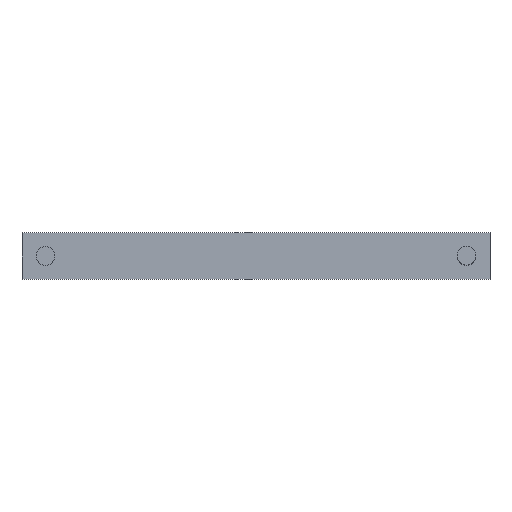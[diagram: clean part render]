
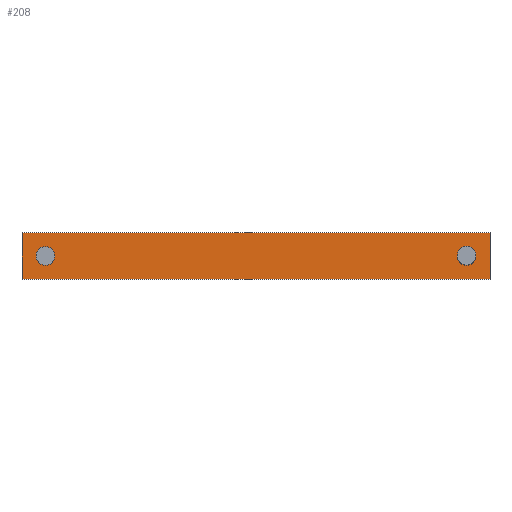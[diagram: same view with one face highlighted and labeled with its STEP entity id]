
A CAD part, top view. The second image highlights one B-rep face of the part: STEP entity #208.
In plain terms, the highlighted planar face has unit normal (0, 0, 1).
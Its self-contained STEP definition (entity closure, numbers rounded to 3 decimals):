
#11 = CARTESIAN_POINT ( 'NONE',  ( 0., 50., 10. ) ) ;
#14 = VECTOR ( 'NONE', #41, 1000. ) ;
#20 = VERTEX_POINT ( 'NONE', #11 ) ;
#23 = DIRECTION ( 'NONE',  ( 1., 0., 0. ) ) ;
#27 = ORIENTED_EDGE ( 'NONE', *, *, #344, .T. ) ;
#28 = CARTESIAN_POINT ( 'NONE',  ( 500., 0., 10. ) ) ;
#30 = EDGE_CURVE ( 'NONE', #328, #229, #351, .T. ) ;
#32 = DIRECTION ( 'NONE',  ( 0., -1., 0. ) ) ;
#36 = CARTESIAN_POINT ( 'NONE',  ( 475., 25., 10. ) ) ;
#41 = DIRECTION ( 'NONE',  ( -1., 0., 0. ) ) ;
#42 = EDGE_CURVE ( 'NONE', #281, #114, #287, .T. ) ;
#48 = ORIENTED_EDGE ( 'NONE', *, *, #145, .T. ) ;
#50 = ORIENTED_EDGE ( 'NONE', *, *, #319, .T. ) ;
#54 = DIRECTION ( 'NONE',  ( 0., 0., 1. ) ) ;
#60 = VERTEX_POINT ( 'NONE', #324 ) ;
#62 = FACE_BOUND ( 'NONE', #340, .T. ) ;
#86 = ORIENTED_EDGE ( 'NONE', *, *, #42, .F. ) ;
#88 = LINE ( 'NONE', #285, #327 ) ;
#91 = DIRECTION ( 'NONE',  ( 1., 0., 0. ) ) ;
#92 = CIRCLE ( 'NONE', #218, 10. ) ;
#95 = DIRECTION ( 'NONE',  ( 0., 0., 1. ) ) ;
#96 = EDGE_CURVE ( 'NONE', #114, #281, #318, .T. ) ;
#100 = CARTESIAN_POINT ( 'NONE',  ( 500., 0., 10. ) ) ;
#110 = CARTESIAN_POINT ( 'NONE',  ( 475., 25., 10. ) ) ;
#113 = CIRCLE ( 'NONE', #277, 10. ) ;
#114 = VERTEX_POINT ( 'NONE', #122 ) ;
#122 = CARTESIAN_POINT ( 'NONE',  ( 35., 25., 10. ) ) ;
#123 = EDGE_CURVE ( 'NONE', #188, #60, #92, .T. ) ;
#136 = CARTESIAN_POINT ( 'NONE',  ( 500., 50., 10. ) ) ;
#145 = EDGE_CURVE ( 'NONE', #229, #20, #294, .T. ) ;
#146 = CARTESIAN_POINT ( 'NONE',  ( 500., 50., 10. ) ) ;
#153 = DIRECTION ( 'NONE',  ( 1., 0., 0. ) ) ;
#160 = CARTESIAN_POINT ( 'NONE',  ( 15., 25., 10. ) ) ;
#164 = DIRECTION ( 'NONE',  ( 1., 0., 0. ) ) ;
#167 = CARTESIAN_POINT ( 'NONE',  ( 25., 25., 10. ) ) ;
#172 = CARTESIAN_POINT ( 'NONE',  ( 0., 0., 10. ) ) ;
#173 = FACE_OUTER_BOUND ( 'NONE', #217, .T. ) ;
#181 = DIRECTION ( 'NONE',  ( 0., 1., 0. ) ) ;
#184 = DIRECTION ( 'NONE',  ( 0., 0., 1. ) ) ;
#188 = VERTEX_POINT ( 'NONE', #198 ) ;
#190 = CARTESIAN_POINT ( 'NONE',  ( 0., 0., 10. ) ) ;
#193 = ORIENTED_EDGE ( 'NONE', *, *, #30, .T. ) ;
#198 = CARTESIAN_POINT ( 'NONE',  ( 465., 25., 10. ) ) ;
#203 = DIRECTION ( 'NONE',  ( 0., 0., 1. ) ) ;
#205 = DIRECTION ( 'NONE',  ( 1., 0., 0. ) ) ;
#208 = ADVANCED_FACE ( 'NONE', ( #317, #62, #173 ), #290, .T. ) ;
#217 = EDGE_LOOP ( 'NONE', ( #48, #27, #50, #193 ) ) ;
#218 = AXIS2_PLACEMENT_3D ( 'NONE', #36, #203, #205 ) ;
#224 = VECTOR ( 'NONE', #164, 1000. ) ;
#229 = VERTEX_POINT ( 'NONE', #136 ) ;
#238 = AXIS2_PLACEMENT_3D ( 'NONE', #167, #95, #91 ) ;
#248 = AXIS2_PLACEMENT_3D ( 'NONE', #297, #184, #153 ) ;
#249 = VERTEX_POINT ( 'NONE', #172 ) ;
#265 = EDGE_CURVE ( 'NONE', #60, #188, #113, .T. ) ;
#266 = VECTOR ( 'NONE', #181, 1000. ) ;
#277 = AXIS2_PLACEMENT_3D ( 'NONE', #110, #54, #338 ) ;
#278 = LINE ( 'NONE', #190, #224 ) ;
#281 = VERTEX_POINT ( 'NONE', #160 ) ;
#285 = CARTESIAN_POINT ( 'NONE',  ( 0., 50., 10. ) ) ;
#287 = CIRCLE ( 'NONE', #248, 10. ) ;
#288 = EDGE_LOOP ( 'NONE', ( #86, #315 ) ) ;
#290 = PLANE ( 'NONE',  #354 ) ;
#294 = LINE ( 'NONE', #146, #14 ) ;
#297 = CARTESIAN_POINT ( 'NONE',  ( 25., 25., 10. ) ) ;
#315 = ORIENTED_EDGE ( 'NONE', *, *, #96, .F. ) ;
#316 = DIRECTION ( 'NONE',  ( 0., 0., 1. ) ) ;
#317 = FACE_BOUND ( 'NONE', #288, .T. ) ;
#318 = CIRCLE ( 'NONE', #238, 10. ) ;
#319 = EDGE_CURVE ( 'NONE', #249, #328, #278, .T. ) ;
#324 = CARTESIAN_POINT ( 'NONE',  ( 485., 25., 10. ) ) ;
#327 = VECTOR ( 'NONE', #32, 1000. ) ;
#328 = VERTEX_POINT ( 'NONE', #28 ) ;
#333 = ORIENTED_EDGE ( 'NONE', *, *, #265, .F. ) ;
#334 = CARTESIAN_POINT ( 'NONE',  ( 0., 0., 10. ) ) ;
#338 = DIRECTION ( 'NONE',  ( 1., 0., 0. ) ) ;
#340 = EDGE_LOOP ( 'NONE', ( #356, #333 ) ) ;
#344 = EDGE_CURVE ( 'NONE', #20, #249, #88, .T. ) ;
#351 = LINE ( 'NONE', #100, #266 ) ;
#354 = AXIS2_PLACEMENT_3D ( 'NONE', #334, #316, #23 ) ;
#356 = ORIENTED_EDGE ( 'NONE', *, *, #123, .F. ) ;
